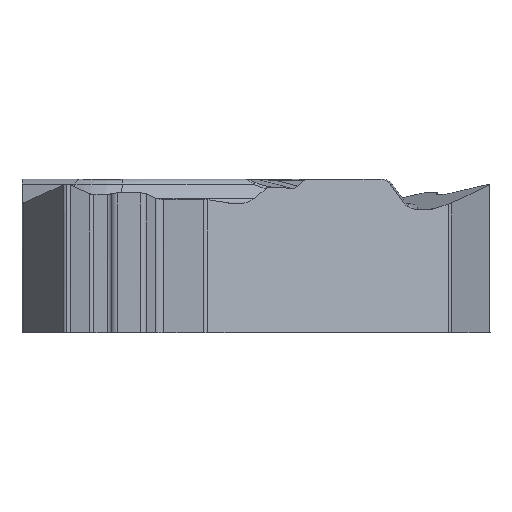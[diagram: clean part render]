
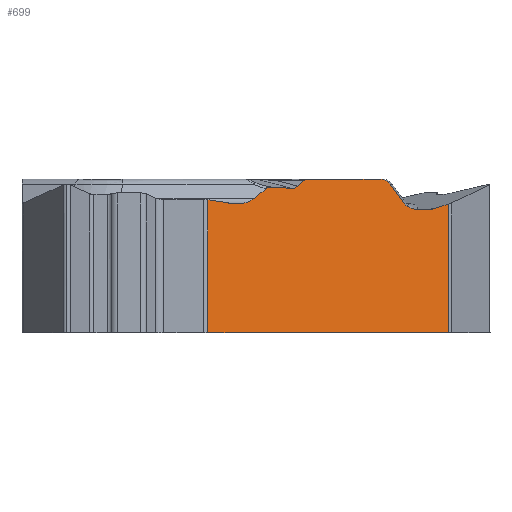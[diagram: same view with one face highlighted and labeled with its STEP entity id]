
A CAD part, front view. The second image highlights one B-rep face of the part: STEP entity #699.
In plain terms, the highlighted planar face has unit normal (0.5, -0.866, 0).
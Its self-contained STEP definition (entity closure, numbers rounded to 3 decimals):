
#78=PLANE('',#2512);
#134=FACE_OUTER_BOUND('',#896,.T.);
#260=ELLIPSE('',#2507,0.338,0.32);
#261=ELLIPSE('',#2508,0.392,0.32);
#262=ELLIPSE('',#2509,0.377,0.32);
#263=ELLIPSE('',#2510,0.167,0.15);
#264=ELLIPSE('',#2511,0.64,0.32);
#355=LINE('',#4019,#541);
#356=LINE('',#4022,#542);
#357=LINE('',#4024,#543);
#358=LINE('',#4028,#544);
#359=LINE('',#4032,#545);
#360=LINE('',#4036,#546);
#361=LINE('',#4040,#547);
#362=LINE('',#4053,#548);
#363=LINE('',#4070,#549);
#364=LINE('',#4074,#550);
#365=LINE('',#4076,#551);
#541=VECTOR('',#2847,1.);
#542=VECTOR('',#2848,1.);
#543=VECTOR('',#2849,1.);
#544=VECTOR('',#2852,1.);
#545=VECTOR('',#2855,1.);
#546=VECTOR('',#2858,1.);
#547=VECTOR('',#2861,1.);
#548=VECTOR('',#2862,1.);
#549=VECTOR('',#2863,1.);
#550=VECTOR('',#2866,1.);
#551=VECTOR('',#2867,1.);
#699=ADVANCED_FACE('',(#134),#78,.F.);
#896=EDGE_LOOP('',(#1123,#1124,#1125,#1126,#1127,#1128,#1129,#1130,#1131,
#1132,#1133,#1134,#1135,#1136,#1137,#1138,#1139,#1140,#1141,#1142));
#1123=ORIENTED_EDGE('',*,*,#2047,.F.);
#1124=ORIENTED_EDGE('',*,*,#2048,.T.);
#1125=ORIENTED_EDGE('',*,*,#2049,.T.);
#1126=ORIENTED_EDGE('',*,*,#2050,.T.);
#1127=ORIENTED_EDGE('',*,*,#2051,.F.);
#1128=ORIENTED_EDGE('',*,*,#2052,.T.);
#1129=ORIENTED_EDGE('',*,*,#2053,.T.);
#1130=ORIENTED_EDGE('',*,*,#2054,.F.);
#1131=ORIENTED_EDGE('',*,*,#2055,.F.);
#1132=ORIENTED_EDGE('',*,*,#2056,.F.);
#1133=ORIENTED_EDGE('',*,*,#2057,.T.);
#1134=ORIENTED_EDGE('',*,*,#2058,.T.);
#1135=ORIENTED_EDGE('',*,*,#2059,.T.);
#1136=ORIENTED_EDGE('',*,*,#2060,.F.);
#1137=ORIENTED_EDGE('',*,*,#2061,.F.);
#1138=ORIENTED_EDGE('',*,*,#2062,.F.);
#1139=ORIENTED_EDGE('',*,*,#2063,.F.);
#1140=ORIENTED_EDGE('',*,*,#2064,.T.);
#1141=ORIENTED_EDGE('',*,*,#2065,.T.);
#1142=ORIENTED_EDGE('',*,*,#2066,.T.);
#1799=VERTEX_POINT('',#4020);
#1800=VERTEX_POINT('',#4021);
#1801=VERTEX_POINT('',#4023);
#1802=VERTEX_POINT('',#4025);
#1803=VERTEX_POINT('',#4027);
#1804=VERTEX_POINT('',#4029);
#1805=VERTEX_POINT('',#4031);
#1806=VERTEX_POINT('',#4033);
#1807=VERTEX_POINT('',#4035);
#1808=VERTEX_POINT('',#4037);
#1809=VERTEX_POINT('',#4039);
#1810=VERTEX_POINT('',#4041);
#1811=VERTEX_POINT('',#4052);
#1812=VERTEX_POINT('',#4054);
#1813=VERTEX_POINT('',#4059);
#1814=VERTEX_POINT('',#4064);
#1815=VERTEX_POINT('',#4069);
#1816=VERTEX_POINT('',#4071);
#1817=VERTEX_POINT('',#4073);
#1818=VERTEX_POINT('',#4075);
#2047=EDGE_CURVE('',#1799,#1800,#355,.T.);
#2048=EDGE_CURVE('',#1799,#1801,#356,.T.);
#2049=EDGE_CURVE('',#1801,#1802,#357,.T.);
#2050=EDGE_CURVE('',#1802,#1803,#260,.T.);
#2051=EDGE_CURVE('',#1804,#1803,#358,.T.);
#2052=EDGE_CURVE('',#1804,#1805,#261,.T.);
#2053=EDGE_CURVE('',#1805,#1806,#359,.T.);
#2054=EDGE_CURVE('',#1807,#1806,#262,.T.);
#2055=EDGE_CURVE('',#1808,#1807,#360,.T.);
#2056=EDGE_CURVE('',#1809,#1808,#263,.T.);
#2057=EDGE_CURVE('',#1809,#1810,#361,.T.);
#2058=EDGE_CURVE('',#1810,#1811,#2395,.T.);
#2059=EDGE_CURVE('',#1811,#1812,#362,.T.);
#2060=EDGE_CURVE('',#1813,#1812,#2396,.T.);
#2061=EDGE_CURVE('',#1814,#1813,#2397,.T.);
#2062=EDGE_CURVE('',#1815,#1814,#2398,.T.);
#2063=EDGE_CURVE('',#1816,#1815,#363,.T.);
#2064=EDGE_CURVE('',#1816,#1817,#264,.T.);
#2065=EDGE_CURVE('',#1817,#1818,#364,.T.);
#2066=EDGE_CURVE('',#1818,#1800,#365,.T.);
#2395=B_SPLINE_CURVE_WITH_KNOTS('',3,(#4042,#4043,#4044,#4045,#4046,#4047,
#4048,#4049,#4050,#4051),.UNSPECIFIED.,.F.,.F.,(4,3,3,4),(0.,0.474,
0.706,1.),.UNSPECIFIED.);
#2396=B_SPLINE_CURVE_WITH_KNOTS('',3,(#4055,#4056,#4057,#4058),
 .UNSPECIFIED.,.F.,.F.,(4,4),(0.,1.),.UNSPECIFIED.);
#2397=B_SPLINE_CURVE_WITH_KNOTS('',3,(#4060,#4061,#4062,#4063),
 .UNSPECIFIED.,.F.,.F.,(4,4),(0.,1.),.UNSPECIFIED.);
#2398=B_SPLINE_CURVE_WITH_KNOTS('',3,(#4065,#4066,#4067,#4068),
 .UNSPECIFIED.,.F.,.F.,(4,4),(0.,1.),.UNSPECIFIED.);
#2507=AXIS2_PLACEMENT_3D('',#4026,#2850,#2851);
#2508=AXIS2_PLACEMENT_3D('',#4030,#2853,#2854);
#2509=AXIS2_PLACEMENT_3D('',#4034,#2856,#2857);
#2510=AXIS2_PLACEMENT_3D('',#4038,#2859,#2860);
#2511=AXIS2_PLACEMENT_3D('',#4072,#2864,#2865);
#2512=AXIS2_PLACEMENT_3D('',#4077,#2868,#2869);
#2847=DIRECTION('',(-0.866,-0.5,0.));
#2848=DIRECTION('',(0.,0.,1.));
#2849=DIRECTION('',(-0.837,-0.483,-0.259));
#2850=DIRECTION('',(-0.5,0.866,0.));
#2851=DIRECTION('',(-0.837,-0.483,-0.259));
#2852=DIRECTION('',(0.866,0.5,0.));
#2853=DIRECTION('',(-0.5,0.866,0.));
#2854=DIRECTION('',(-0.859,-0.496,0.124));
#2855=DIRECTION('',(-0.563,-0.325,0.759));
#2856=DIRECTION('',(-0.5,0.866,0.));
#2857=DIRECTION('',(-0.866,-0.5,0.));
#2858=DIRECTION('',(0.866,0.5,0.));
#2859=DIRECTION('',(-0.5,0.866,0.));
#2860=DIRECTION('',(-0.866,-0.5,0.));
#2861=DIRECTION('',(-0.687,-0.397,-0.608));
#2862=DIRECTION('',(-0.865,-0.499,0.049));
#2863=DIRECTION('',(0.713,0.412,0.567));
#2864=DIRECTION('',(-0.5,0.866,0.));
#2865=DIRECTION('',(0.866,0.5,0.));
#2866=DIRECTION('',(-0.858,-0.496,0.133));
#2867=DIRECTION('',(0.,0.,-1.));
#2868=DIRECTION('',(-0.5,0.866,0.));
#2869=DIRECTION('',(-0.866,-0.5,0.));
#4019=CARTESIAN_POINT('',(8.733,-0.457,-3.97));
#4020=CARTESIAN_POINT('',(6.65,-1.66,-3.97));
#4021=CARTESIAN_POINT('',(0.219,-5.373,-3.97));
#4022=CARTESIAN_POINT('',(6.65,-1.66,0.));
#4023=CARTESIAN_POINT('',(6.65,-1.66,-0.528));
#4024=CARTESIAN_POINT('',(-3.145,-7.315,-3.559));
#4025=CARTESIAN_POINT('',(6.263,-1.883,-0.648));
#4026=CARTESIAN_POINT('',(6.191,-1.925,-0.339));
#4027=CARTESIAN_POINT('',(6.183,-1.929,-0.66));
#4028=CARTESIAN_POINT('',(-3.971,-7.792,-0.66));
#4029=CARTESIAN_POINT('',(5.773,-2.166,-0.66));
#4030=CARTESIAN_POINT('',(5.756,-2.176,-0.339));
#4031=CARTESIAN_POINT('',(5.483,-2.334,-0.515));
#4032=CARTESIAN_POINT('',(1.261,-4.771,5.176));
#4033=CARTESIAN_POINT('',(5.095,-2.558,0.008));
#4034=CARTESIAN_POINT('',(4.83,-2.71,-0.18));
#4035=CARTESIAN_POINT('',(4.83,-2.71,0.14));
#4036=CARTESIAN_POINT('',(-3.971,-7.792,0.14));
#4037=CARTESIAN_POINT('',(2.884,-3.834,0.14));
#4038=CARTESIAN_POINT('',(2.884,-3.834,-0.01));
#4039=CARTESIAN_POINT('',(2.79,-3.888,0.104));
#4040=CARTESIAN_POINT('',(-1.514,-6.373,-3.703));
#4041=CARTESIAN_POINT('',(2.626,-3.983,-0.041));
#4042=CARTESIAN_POINT('',(2.626,-3.983,-0.041));
#4043=CARTESIAN_POINT('',(2.603,-3.996,-0.061));
#4044=CARTESIAN_POINT('',(2.577,-4.011,-0.077));
#4045=CARTESIAN_POINT('',(2.55,-4.027,-0.087));
#4046=CARTESIAN_POINT('',(2.536,-4.035,-0.092));
#4047=CARTESIAN_POINT('',(2.522,-4.043,-0.096));
#4048=CARTESIAN_POINT('',(2.508,-4.051,-0.098));
#4049=CARTESIAN_POINT('',(2.49,-4.061,-0.102));
#4050=CARTESIAN_POINT('',(2.472,-4.072,-0.103));
#4051=CARTESIAN_POINT('',(2.454,-4.082,-0.102));
#4052=CARTESIAN_POINT('',(2.454,-4.082,-0.102));
#4053=CARTESIAN_POINT('',(8.714,-0.468,-0.453));
#4054=CARTESIAN_POINT('',(1.909,-4.397,-0.071));
#4055=CARTESIAN_POINT('',(1.859,-4.426,-0.075));
#4056=CARTESIAN_POINT('',(1.875,-4.417,-0.072));
#4057=CARTESIAN_POINT('',(1.892,-4.407,-0.07));
#4058=CARTESIAN_POINT('',(1.909,-4.397,-0.071));
#4059=CARTESIAN_POINT('',(1.859,-4.426,-0.075));
#4060=CARTESIAN_POINT('',(1.792,-4.465,-0.102));
#4061=CARTESIAN_POINT('',(1.812,-4.453,-0.089));
#4062=CARTESIAN_POINT('',(1.835,-4.44,-0.08));
#4063=CARTESIAN_POINT('',(1.859,-4.426,-0.075));
#4064=CARTESIAN_POINT('',(1.792,-4.465,-0.102));
#4065=CARTESIAN_POINT('',(1.78,-4.472,-0.111));
#4066=CARTESIAN_POINT('',(1.784,-4.47,-0.108));
#4067=CARTESIAN_POINT('',(1.788,-4.467,-0.105));
#4068=CARTESIAN_POINT('',(1.792,-4.465,-0.102));
#4069=CARTESIAN_POINT('',(1.78,-4.472,-0.111));
#4070=CARTESIAN_POINT('',(6.543,-1.721,3.675));
#4071=CARTESIAN_POINT('',(1.435,-4.671,-0.385));
#4072=CARTESIAN_POINT('',(0.987,-4.93,-0.197));
#4073=CARTESIAN_POINT('',(0.843,-5.012,-0.506));
#4074=CARTESIAN_POINT('',(8.537,-0.571,-1.696));
#4075=CARTESIAN_POINT('',(0.219,-5.373,-0.409));
#4076=CARTESIAN_POINT('',(0.219,-5.373,0.));
#4077=CARTESIAN_POINT('',(8.733,-0.457,0.));
